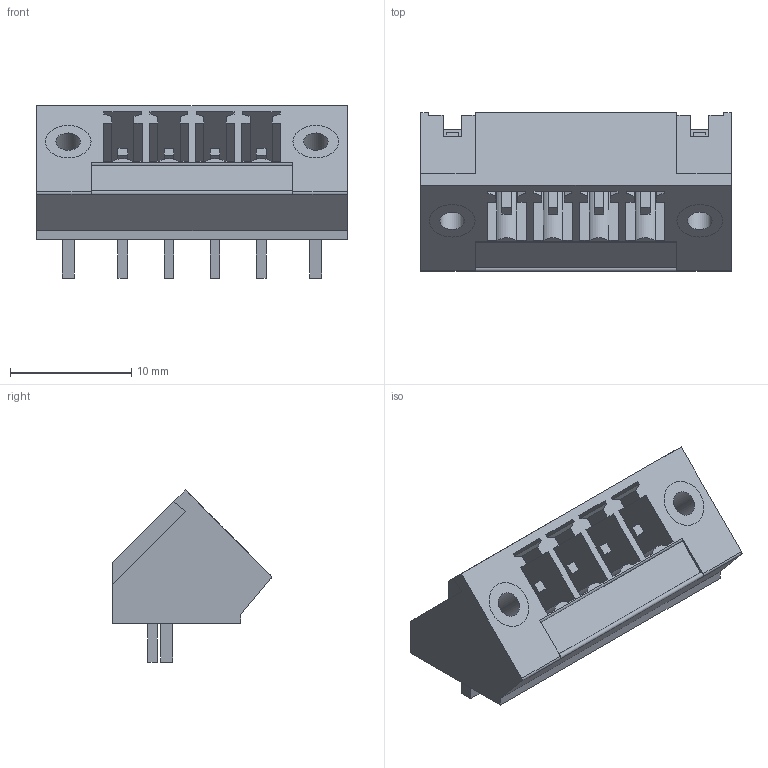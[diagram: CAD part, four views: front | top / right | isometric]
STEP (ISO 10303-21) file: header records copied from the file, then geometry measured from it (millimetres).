
FILE_DESCRIPTION(('CATIA V5 STEP Exchange','CAx-IF Rec.Pracs.--- Model Styling and Organization---1.2---2011-12-15'),'2;1');
FILE_NAME ('D1460998_0', '2018-04-23T10:19:01+00:00', ('none'), ('Weidmueller'), 'CATIA Version 5-6 Release 2014', 'CATIA V5 STEP AP214', 'none');
FILE_SCHEMA(('AUTOMOTIVE_DESIGN { 1 0 10303 214 1 1 1 1 }'));
Length unit declared in the file: millimetre
Products named in the file (1): 1978100000
Bounding box: 25.63 x 13.1 x 14.2 mm (x, y, z)
Volume: 1288.8 mm3; surface area: 3044.5 mm2
Topology: 9 solids, 9 shells, 277 faces, 769 edges, 514 vertices
Faces by surface type: plane 239, cylinder 38
Entity records: 8763 total; most frequent: CARTESIAN_POINT 1539, ORIENTED_EDGE 1538, DIRECTION 1245, EDGE_CURVE 769, VECTOR 693, LINE 693, VERTEX_POINT 514, AXIS2_PLACEMENT_3D 314
